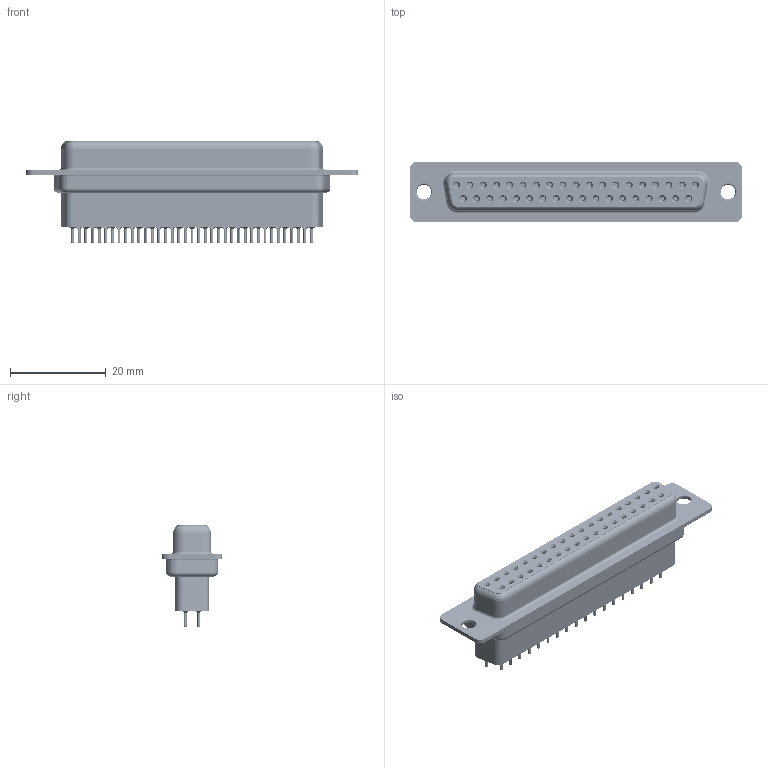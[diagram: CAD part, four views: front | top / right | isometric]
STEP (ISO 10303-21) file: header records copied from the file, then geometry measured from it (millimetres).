
FILE_DESCRIPTION (( 'STEP AP203' ), '1' );
FILE_NAME ('628-037-621-551.STEP', '2018-10-20T05:01:50', ( '' ), ( '' ), 'SwSTEP 2.0', 'SolidWorks 2016', '' );
FILE_SCHEMA (( 'CONFIG_CONTROL_DESIGN' ));
Length unit declared in the file: millimetre
Products named in the file (7): 628 Housing_37 HP; 628 Shell Front_37 Contacts; 628 Shell Rear_37 Contacts; 628 Contact Row 1_21H; 628 Contact Row 2_21H; 628 Thru Hole Rivet; 628-037-621-551
Assembly tree (42 placements, depth 2):
  628-037-621-551
    628 Housing_37 HP
    628 Shell Front_37 Contacts
    628 Shell Rear_37 Contacts
    628 Contact Row 1_21H  x19
    628 Contact Row 2_21H  x18
    628 Thru Hole Rivet  x2
Bounding box: 69.3 x 12.6 x 21.1 mm (x, y, z)
Volume: 7467.7 mm3; surface area: 16656 mm2
Topology: 42 solids, 42 shells, 4777 faces, 12228 edges, 7621 vertices
Faces by surface type: cylinder 1329, plane 1211, torus 942, bspline 740, cone 555
Entity records: 29998 total; most frequent: CARTESIAN_POINT 6879, DIRECTION 4832, ORIENTED_EDGE 4212, EDGE_CURVE 2106, AXIS2_PLACEMENT_3D 2038, VERTEX_POINT 1332, CIRCLE 1126, EDGE_LOOP 1114
